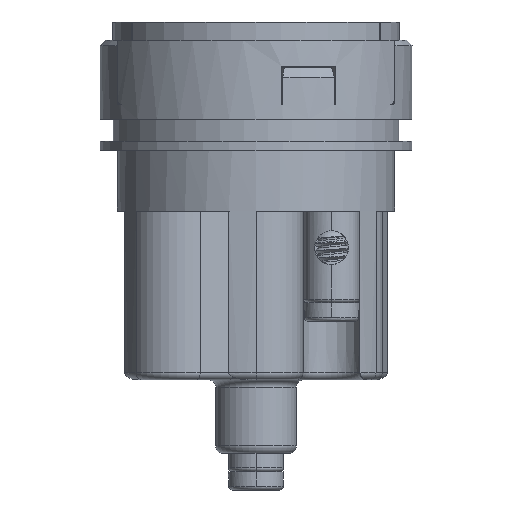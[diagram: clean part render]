
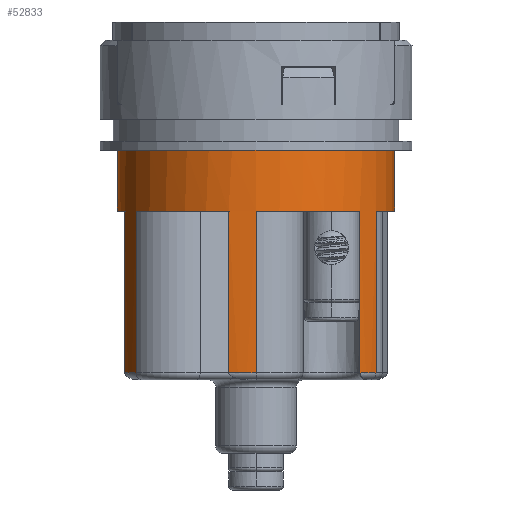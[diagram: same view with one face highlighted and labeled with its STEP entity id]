
A CAD part, front view. The second image highlights one B-rep face of the part: STEP entity #52833.
In plain terms, the highlighted cylindrical face has radius 7.55 mm (diameter 15.1 mm), a partial arc.
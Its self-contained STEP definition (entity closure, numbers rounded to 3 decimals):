
#13634=CARTESIAN_POINT('',(0.,0.,-5.8));
#13635=DIRECTION('',(0.,0.,-1.));
#13636=DIRECTION('',(-0.948,-0.319,0.));
#13637=AXIS2_PLACEMENT_3D('',#13634,#13635,#13636);
#16944=CARTESIAN_POINT('',(0.,0.,-14.6));
#16945=DIRECTION('',(0.,0.,-1.));
#16946=DIRECTION('',(-0.866,-0.501,0.));
#16947=AXIS2_PLACEMENT_3D('',#16944,#16945,#16946);
#16949=DIRECTION('',(0.,0.,-1.));
#16950=VECTOR('',#16949,8.8);
#16951=CARTESIAN_POINT('',(-7.156,-2.409,-5.8));
#16952=LINE('',#16951,#16950);
#16953=DIRECTION('',(0.,0.,-1.));
#16954=VECTOR('',#16953,3.3);
#16955=CARTESIAN_POINT('',(-7.55,0.,-2.5));
#16956=LINE('',#16955,#16954);
#16957=CARTESIAN_POINT('',(0.,0.,-2.5));
#16958=DIRECTION('',(0.,0.,-1.));
#16959=DIRECTION('',(1.,0.,0.));
#16960=AXIS2_PLACEMENT_3D('',#16957,#16958,#16959);
#16962=DIRECTION('',(0.,0.,-1.));
#16963=VECTOR('',#16962,3.3);
#16964=CARTESIAN_POINT('',(7.55,0.,-2.5));
#16965=LINE('',#16964,#16963);
#16966=DIRECTION('',(0.,0.,-1.));
#16967=VECTOR('',#16966,8.8);
#16968=CARTESIAN_POINT('',(6.541,-3.77,-5.8));
#16969=LINE('',#16968,#16967);
#16970=CARTESIAN_POINT('',(0.,0.,-14.6));
#16971=DIRECTION('',(0.,0.,-1.));
#16972=DIRECTION('',(0.866,-0.499,0.));
#16973=AXIS2_PLACEMENT_3D('',#16970,#16971,#16972);
#16975=DIRECTION('',(0.,0.,-1.));
#16976=VECTOR('',#16975,8.8);
#16977=CARTESIAN_POINT('',(5.664,-4.993,-5.8));
#16978=LINE('',#16977,#16976);
#16979=DIRECTION('',(0.,0.,-1.));
#16980=VECTOR('',#16979,8.8);
#16981=CARTESIAN_POINT('',(0.005,-7.55,-5.8));
#16982=LINE('',#16981,#16980);
#16983=CARTESIAN_POINT('',(0.,0.,-14.6));
#16984=DIRECTION('',(0.,0.,-1.));
#16985=DIRECTION('',(0.001,-1.,0.));
#16986=AXIS2_PLACEMENT_3D('',#16983,#16984,#16985);
#16988=DIRECTION('',(0.,0.,-1.));
#16989=VECTOR('',#16988,8.8);
#16990=CARTESIAN_POINT('',(-1.492,-7.401,-5.8));
#16991=LINE('',#16990,#16989);
#16992=DIRECTION('',(0.,0.,-1.));
#16993=VECTOR('',#16992,8.8);
#16994=CARTESIAN_POINT('',(-6.536,-3.78,-5.8));
#16995=LINE('',#16994,#16993);
#17014=CARTESIAN_POINT('',(0.,0.,-5.8));
#17015=DIRECTION('',(0.,0.,1.));
#17016=DIRECTION('',(0.866,-0.499,0.));
#17017=AXIS2_PLACEMENT_3D('',#17014,#17015,#17016);
#17699=CARTESIAN_POINT('',(0.,0.,-5.8));
#17700=DIRECTION('',(0.,0.,1.));
#17701=DIRECTION('',(-0.866,-0.501,0.));
#17702=AXIS2_PLACEMENT_3D('',#17699,#17700,#17701);
#21460=CARTESIAN_POINT('',(0.,0.,-5.8));
#21461=DIRECTION('',(0.,0.,1.));
#21462=DIRECTION('',(0.001,-1.,0.));
#21463=AXIS2_PLACEMENT_3D('',#21460,#21461,#21462);
#31599=CARTESIAN_POINT('',(7.55,0.,-2.5));
#31600=CARTESIAN_POINT('',(7.55,0.,-5.8));
#31601=VERTEX_POINT('',#31599);
#31602=VERTEX_POINT('',#31600);
#31603=CARTESIAN_POINT('',(-7.55,0.,-2.5));
#31604=CARTESIAN_POINT('',(-7.55,0.,-5.8));
#31605=VERTEX_POINT('',#31603);
#31606=VERTEX_POINT('',#31604);
#31777=CARTESIAN_POINT('',(-7.156,-2.409,-5.8));
#31778=VERTEX_POINT('',#31777);
#31779=CARTESIAN_POINT('',(6.541,-3.77,-5.8));
#31781=VERTEX_POINT('',#31779);
#31795=CARTESIAN_POINT('',(-6.536,-3.78,-5.8));
#31797=VERTEX_POINT('',#31795);
#31799=CARTESIAN_POINT('',(0.005,-7.55,-5.8));
#31801=VERTEX_POINT('',#31799);
#31803=CARTESIAN_POINT('',(5.664,-4.993,-5.8));
#31804=VERTEX_POINT('',#31803);
#31805=CARTESIAN_POINT('',(-1.492,-7.401,-5.8));
#31806=VERTEX_POINT('',#31805);
#31963=CARTESIAN_POINT('',(-7.156,-2.409,-14.6));
#31964=VERTEX_POINT('',#31963);
#31965=CARTESIAN_POINT('',(-6.536,-3.78,-14.6));
#31966=VERTEX_POINT('',#31965);
#31985=CARTESIAN_POINT('',(-1.492,-7.401,-14.6));
#31986=VERTEX_POINT('',#31985);
#31987=CARTESIAN_POINT('',(0.005,-7.55,-14.6));
#31988=VERTEX_POINT('',#31987);
#32007=CARTESIAN_POINT('',(5.664,-4.993,-14.6));
#32008=VERTEX_POINT('',#32007);
#32009=CARTESIAN_POINT('',(6.541,-3.77,-14.6));
#32010=VERTEX_POINT('',#32009);
#52800=CARTESIAN_POINT('',(0.,0.,-6.315));
#52801=DIRECTION('',(0.,0.,1.));
#52802=DIRECTION('',(-1.,0.,0.));
#52803=AXIS2_PLACEMENT_3D('',#52800,#52801,#52802);
#52804=CYLINDRICAL_SURFACE('',#52803,7.55);
#52805=ORIENTED_EDGE('',*,*,#52791,.T.);
#52806=ORIENTED_EDGE('',*,*,#50418,.F.);
#52807=ORIENTED_EDGE('',*,*,#50345,.T.);
#52808=ORIENTED_EDGE('',*,*,#44275,.F.);
#52809=ORIENTED_EDGE('',*,*,#44125,.F.);
#52810=ORIENTED_EDGE('',*,*,#44272,.T.);
#52812=ORIENTED_EDGE('',*,*,#52811,.F.);
#52814=ORIENTED_EDGE('',*,*,#52813,.T.);
#52816=ORIENTED_EDGE('',*,*,#52815,.T.);
#52818=ORIENTED_EDGE('',*,*,#52817,.F.);
#52820=ORIENTED_EDGE('',*,*,#52819,.F.);
#52822=ORIENTED_EDGE('',*,*,#52821,.T.);
#52824=ORIENTED_EDGE('',*,*,#52823,.T.);
#52826=ORIENTED_EDGE('',*,*,#52825,.F.);
#52828=ORIENTED_EDGE('',*,*,#52827,.F.);
#52830=ORIENTED_EDGE('',*,*,#52829,.T.);
#52831=EDGE_LOOP('',(#52805,#52806,#52807,#52808,#52809,#52810,#52812,#52814,
#52816,#52818,#52820,#52822,#52824,#52826,#52828,#52830));
#52832=FACE_OUTER_BOUND('',#52831,.F.);
#13638=CIRCLE('',#13637,7.55);
#16948=CIRCLE('',#16947,7.55);
#16961=CIRCLE('',#16960,7.55);
#16974=CIRCLE('',#16973,7.55);
#16987=CIRCLE('',#16986,7.55);
#17018=CIRCLE('',#17017,7.55);
#17703=CIRCLE('',#17702,7.55);
#21464=CIRCLE('',#21463,7.55);
#44125=EDGE_CURVE('',#31601,#31605,#16961,.T.);
#44272=EDGE_CURVE('',#31601,#31602,#16965,.T.);
#44275=EDGE_CURVE('',#31605,#31606,#16956,.T.);
#50345=EDGE_CURVE('',#31778,#31606,#13638,.T.);
#50418=EDGE_CURVE('',#31778,#31964,#16952,.T.);
#52791=EDGE_CURVE('',#31966,#31964,#16948,.T.);
#52811=EDGE_CURVE('',#31781,#31602,#17018,.T.);
#52813=EDGE_CURVE('',#31781,#32010,#16969,.T.);
#52815=EDGE_CURVE('',#32010,#32008,#16974,.T.);
#52817=EDGE_CURVE('',#31804,#32008,#16978,.T.);
#52819=EDGE_CURVE('',#31801,#31804,#21464,.T.);
#52821=EDGE_CURVE('',#31801,#31988,#16982,.T.);
#52823=EDGE_CURVE('',#31988,#31986,#16987,.T.);
#52825=EDGE_CURVE('',#31806,#31986,#16991,.T.);
#52827=EDGE_CURVE('',#31797,#31806,#17703,.T.);
#52829=EDGE_CURVE('',#31797,#31966,#16995,.T.);
#52833=ADVANCED_FACE('',(#52832),#52804,.T.);
